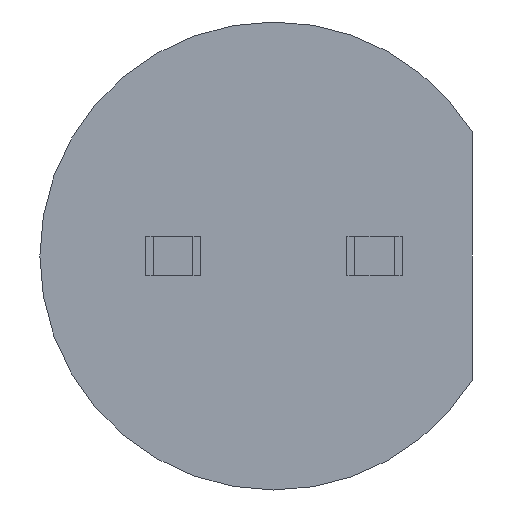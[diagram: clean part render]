
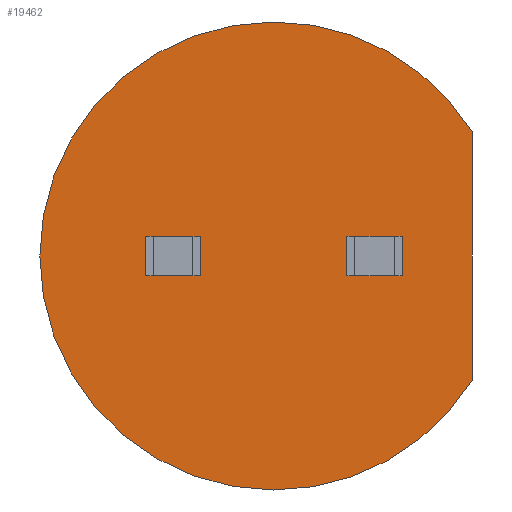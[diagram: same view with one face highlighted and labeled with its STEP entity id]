
A CAD part, front view. The second image highlights one B-rep face of the part: STEP entity #19462.
In plain terms, the highlighted planar face has unit normal (0, -1, 0).
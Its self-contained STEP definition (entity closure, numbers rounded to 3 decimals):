
#369 = ORIENTED_EDGE ( 'NONE', *, *, #2993, .F. ) ;
#370 = ORIENTED_EDGE ( 'NONE', *, *, #19476, .F. ) ;
#371 = ORIENTED_EDGE ( 'NONE', *, *, #2941, .F. ) ;
#443 = EDGE_LOOP ( 'NONE', ( #501, #371, #369, #370 ) ) ;
#501 = ORIENTED_EDGE ( 'NONE', *, *, #20152, .T. ) ;
#1167 = ORIENTED_EDGE ( 'NONE', *, *, #1329, .T. ) ;
#1329 = EDGE_CURVE ( 'NONE', #1720, #19538, #9255, .T. ) ;
#1720 = VERTEX_POINT ( 'NONE', #11418 ) ;
#2809 = VERTEX_POINT ( 'NONE', #15005 ) ;
#2883 = EDGE_CURVE ( 'NONE', #2809, #2911, #15250, .T. ) ;
#2911 = VERTEX_POINT ( 'NONE', #15334 ) ;
#2941 = EDGE_CURVE ( 'NONE', #2950, #2942, #15482, .T. ) ;
#2942 = VERTEX_POINT ( 'NONE', #15477 ) ;
#2950 = VERTEX_POINT ( 'NONE', #15533 ) ;
#2991 = VERTEX_POINT ( 'NONE', #15578 ) ;
#2993 = EDGE_CURVE ( 'NONE', #2991, #2950, #15640, .T. ) ;
#8637 = EDGE_CURVE ( 'NONE', #20107, #20104, #16598, .T. ) ;
#9252 = DIRECTION ( 'NONE',  ( -1., 0., 0. ) ) ;
#9253 = VECTOR ( 'NONE', #9252, 1000. ) ;
#9254 = CARTESIAN_POINT ( 'NONE',  ( 0.505, 0., -0.25 ) ) ;
#9255 = LINE ( 'NONE', #9254, #9253 ) ;
#10529 = ORIENTED_EDGE ( 'NONE', *, *, #8637, .F. ) ;
#11418 = CARTESIAN_POINT ( 'NONE',  ( -1.02, 0., -0.25 ) ) ;
#11423 = EDGE_LOOP ( 'NONE', ( #10529, #19567, #19570, #19566 ) ) ;
#15005 = CARTESIAN_POINT ( 'NONE',  ( -1.02, 0., 0.25 ) ) ;
#15247 = DIRECTION ( 'NONE',  ( -1., 0., 0. ) ) ;
#15248 = VECTOR ( 'NONE', #15247, 1000. ) ;
#15249 = CARTESIAN_POINT ( 'NONE',  ( 0.505, 0., 0.25 ) ) ;
#15250 = LINE ( 'NONE', #15249, #15248 ) ;
#15334 = CARTESIAN_POINT ( 'NONE',  ( -1.52, 0., 0.25 ) ) ;
#15477 = CARTESIAN_POINT ( 'NONE',  ( 2.5, 0., 1.566 ) ) ;
#15478 = DIRECTION ( 'NONE',  ( 0., 0., 1. ) ) ;
#15479 = DIRECTION ( 'NONE',  ( 0., 1., 0. ) ) ;
#15480 = CARTESIAN_POINT ( 'NONE',  ( 0., 0., 0. ) ) ;
#15481 = AXIS2_PLACEMENT_3D ( 'NONE', #15480, #15479, #15478 ) ;
#15482 = CIRCLE ( 'NONE', #15481, 2.95 ) ;
#15533 = CARTESIAN_POINT ( 'NONE',  ( 0., 0., 2.95 ) ) ;
#15578 = CARTESIAN_POINT ( 'NONE',  ( 0., 0., -2.95 ) ) ;
#15636 = DIRECTION ( 'NONE',  ( 0., 0., 1. ) ) ;
#15637 = DIRECTION ( 'NONE',  ( 0., 1., 0. ) ) ;
#15638 = CARTESIAN_POINT ( 'NONE',  ( 0., 0., 0. ) ) ;
#15639 = AXIS2_PLACEMENT_3D ( 'NONE', #15638, #15637, #15636 ) ;
#15640 = CIRCLE ( 'NONE', #15639, 2.95 ) ;
#16595 = DIRECTION ( 'NONE',  ( 0., 0., -1. ) ) ;
#16596 = VECTOR ( 'NONE', #16595, 1000. ) ;
#16597 = CARTESIAN_POINT ( 'NONE',  ( 1.02, 0., 0.25 ) ) ;
#16598 = LINE ( 'NONE', #16597, #16596 ) ;
#17129 = DIRECTION ( 'NONE',  ( 0., 0., 1. ) ) ;
#17130 = DIRECTION ( 'NONE',  ( 0., 1., 0. ) ) ;
#17131 = CARTESIAN_POINT ( 'NONE',  ( -6.631, 0., 0. ) ) ;
#17132 = AXIS2_PLACEMENT_3D ( 'NONE', #17131, #17130, #17129 ) ;
#17135 = PLANE ( 'NONE',  #17132 ) ;
#17151 = FACE_OUTER_BOUND ( 'NONE', #443, .T. ) ;
#17152 = FACE_BOUND ( 'NONE', #19558, .T. ) ;
#17153 = FACE_BOUND ( 'NONE', #11423, .T. ) ;
#17238 = DIRECTION ( 'NONE',  ( 0., 0., 1. ) ) ;
#17239 = DIRECTION ( 'NONE',  ( 0., 1., 0. ) ) ;
#17240 = CARTESIAN_POINT ( 'NONE',  ( 0., 0., 0. ) ) ;
#17241 = AXIS2_PLACEMENT_3D ( 'NONE', #17240, #17239, #17238 ) ;
#17242 = CIRCLE ( 'NONE', #17241, 2.95 ) ;
#17383 = DIRECTION ( 'NONE',  ( 0., 0., -1. ) ) ;
#17384 = VECTOR ( 'NONE', #17383, 1000. ) ;
#17385 = CARTESIAN_POINT ( 'NONE',  ( -1.52, 0., 0.25 ) ) ;
#17386 = LINE ( 'NONE', #17385, #17384 ) ;
#17387 = CARTESIAN_POINT ( 'NONE',  ( -1.52, 0., -0.25 ) ) ;
#17400 = DIRECTION ( 'NONE',  ( -1., 0., 0. ) ) ;
#17401 = VECTOR ( 'NONE', #17400, 1000. ) ;
#17402 = CARTESIAN_POINT ( 'NONE',  ( 0.505, 0., 0.25 ) ) ;
#17403 = LINE ( 'NONE', #17402, #17401 ) ;
#17405 = DIRECTION ( 'NONE',  ( 0., 0., -1. ) ) ;
#17406 = VECTOR ( 'NONE', #17405, 1000. ) ;
#17407 = CARTESIAN_POINT ( 'NONE',  ( 1.52, 0., 0.25 ) ) ;
#17408 = LINE ( 'NONE', #17407, #17406 ) ;
#17409 = CARTESIAN_POINT ( 'NONE',  ( 1.52, 0., -0.25 ) ) ;
#17410 = DIRECTION ( 'NONE',  ( -1., 0., 0. ) ) ;
#17411 = VECTOR ( 'NONE', #17410, 1000. ) ;
#17412 = CARTESIAN_POINT ( 'NONE',  ( 0.505, 0., -0.25 ) ) ;
#17417 = LINE ( 'NONE', #17412, #17411 ) ;
#17426 = DIRECTION ( 'NONE',  ( 0., 0., -1. ) ) ;
#17427 = VECTOR ( 'NONE', #17426, 1000. ) ;
#17428 = CARTESIAN_POINT ( 'NONE',  ( -1.02, 0., 0.25 ) ) ;
#17429 = LINE ( 'NONE', #17428, #17427 ) ;
#19242 = CARTESIAN_POINT ( 'NONE',  ( 1.02, 0., 0.25 ) ) ;
#19243 = CARTESIAN_POINT ( 'NONE',  ( 1.52, 0., 0.25 ) ) ;
#19244 = CARTESIAN_POINT ( 'NONE',  ( 1.02, 0., -0.25 ) ) ;
#19299 = CARTESIAN_POINT ( 'NONE',  ( 2.5, 0., -1.566 ) ) ;
#19323 = DIRECTION ( 'NONE',  ( 0., 0., 1. ) ) ;
#19324 = VECTOR ( 'NONE', #19323, 1000. ) ;
#19325 = CARTESIAN_POINT ( 'NONE',  ( 2.5, 0., 0. ) ) ;
#19330 = LINE ( 'NONE', #19325, #19324 ) ;
#19462 = ADVANCED_FACE ( 'NONE', ( #17153, #17152, #17151 ), #17135, .F. ) ;
#19476 = EDGE_CURVE ( 'NONE', #20146, #2991, #17242, .T. ) ;
#19485 = ORIENTED_EDGE ( 'NONE', *, *, #19573, .T. ) ;
#19533 = ORIENTED_EDGE ( 'NONE', *, *, #2883, .F. ) ;
#19538 = VERTEX_POINT ( 'NONE', #17387 ) ;
#19553 = EDGE_CURVE ( 'NONE', #2911, #19538, #17386, .T. ) ;
#19554 = ORIENTED_EDGE ( 'NONE', *, *, #19553, .F. ) ;
#19558 = EDGE_LOOP ( 'NONE', ( #19554, #19533, #19485, #1167 ) ) ;
#19565 = EDGE_CURVE ( 'NONE', #19568, #20104, #17417, .T. ) ;
#19566 = ORIENTED_EDGE ( 'NONE', *, *, #19565, .T. ) ;
#19567 = ORIENTED_EDGE ( 'NONE', *, *, #19571, .F. ) ;
#19568 = VERTEX_POINT ( 'NONE', #17409 ) ;
#19569 = EDGE_CURVE ( 'NONE', #20105, #19568, #17408, .T. ) ;
#19570 = ORIENTED_EDGE ( 'NONE', *, *, #19569, .T. ) ;
#19571 = EDGE_CURVE ( 'NONE', #20105, #20107, #17403, .T. ) ;
#19573 = EDGE_CURVE ( 'NONE', #2809, #1720, #17429, .T. ) ;
#20104 = VERTEX_POINT ( 'NONE', #19244 ) ;
#20105 = VERTEX_POINT ( 'NONE', #19243 ) ;
#20107 = VERTEX_POINT ( 'NONE', #19242 ) ;
#20146 = VERTEX_POINT ( 'NONE', #19299 ) ;
#20152 = EDGE_CURVE ( 'NONE', #20146, #2942, #19330, .T. ) ;
